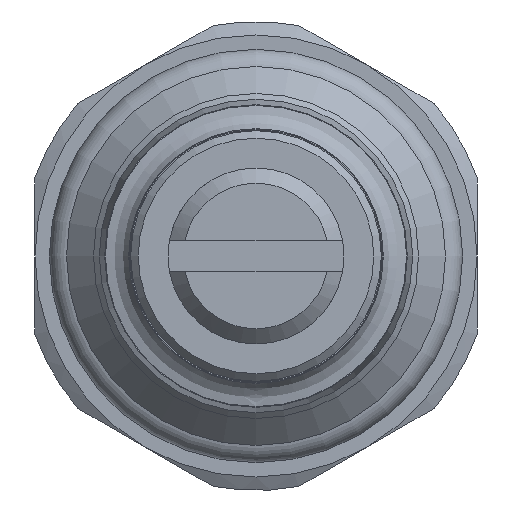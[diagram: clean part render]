
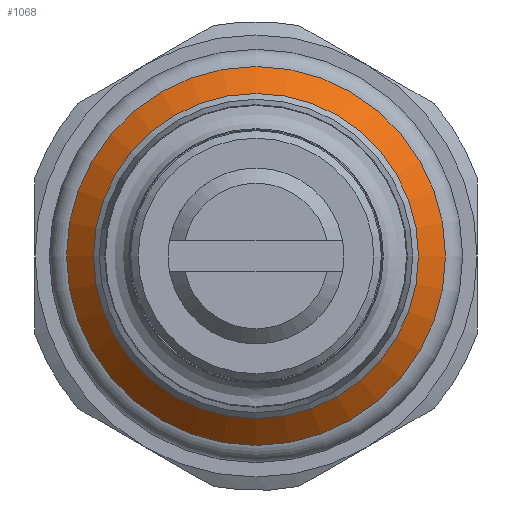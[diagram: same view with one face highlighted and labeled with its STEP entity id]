
A CAD part, front view. The second image highlights one B-rep face of the part: STEP entity #1068.
In plain terms, the highlighted conical face has half-angle 45 degrees and reference radius 8.847 mm.
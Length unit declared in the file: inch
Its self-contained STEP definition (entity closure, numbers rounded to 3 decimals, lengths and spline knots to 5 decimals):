
#1037=CARTESIAN_POINT('',(0.0,-1.286,-0.3216));
#1038=VERTEX_POINT('',#1037);
#1039=CARTESIAN_POINT('',(0.0,-1.286,0.));
#1040=DIRECTION('',(0.0,1.0,0.0));
#1041=DIRECTION('',(0.0,0.0,-1.0));
#1042=AXIS2_PLACEMENT_3D('',#1039,#1040,#1041);
#1043=CIRCLE('',#1042,0.3216);
#1044=EDGE_CURVE('',#1038,#1038,#1043,.T.);
#1049=CARTESIAN_POINT('',(0.0,-1.2593,0.));
#1050=DIRECTION('',(0.0,1.0,0.0));
#1051=DIRECTION('',(0.0,0.0,-1.0));
#1052=AXIS2_PLACEMENT_3D('',#1049,#1050,#1051);
#1053=CONICAL_SURFACE('',#1052,0.3483,45.);
#1054=ORIENTED_EDGE('',*,*,#1044,.T.);
#1055=EDGE_LOOP('',(#1054));
#1056=FACE_OUTER_BOUND('',#1055,.T.);
#1057=CARTESIAN_POINT('',(0.0,-1.2326,-0.375));
#1058=VERTEX_POINT('',#1057);
#1059=CARTESIAN_POINT('',(0.0,-1.2326,0.));
#1060=DIRECTION('',(0.0,1.0,0.0));
#1061=DIRECTION('',(0.0,0.0,-1.0));
#1062=AXIS2_PLACEMENT_3D('',#1059,#1060,#1061);
#1063=CIRCLE('',#1062,0.375);
#1064=EDGE_CURVE('',#1058,#1058,#1063,.T.);
#1065=ORIENTED_EDGE('',*,*,#1064,.F.);
#1066=EDGE_LOOP('',(#1065));
#1067=FACE_BOUND('',#1066,.T.);
#1068=ADVANCED_FACE('',(#1056,#1067),#1053,.T.);
